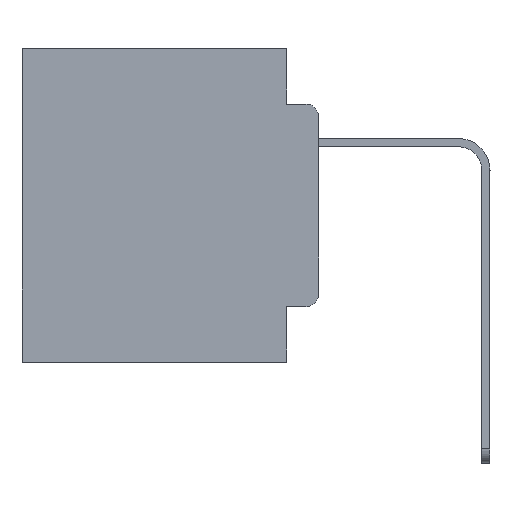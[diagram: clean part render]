
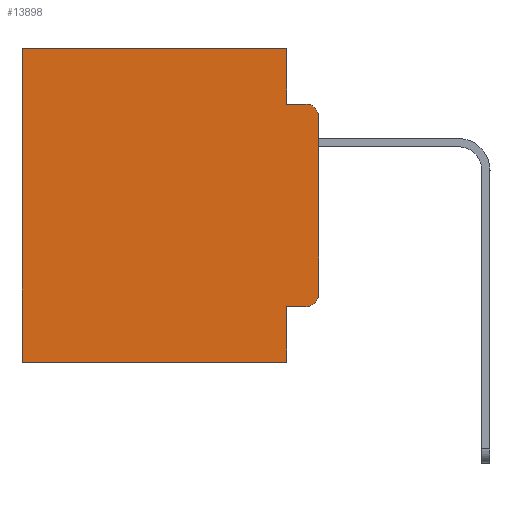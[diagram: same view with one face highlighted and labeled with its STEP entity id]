
A CAD part, left-side view. The second image highlights one B-rep face of the part: STEP entity #13898.
In plain terms, the highlighted planar face has unit normal (-1, 0, 0).
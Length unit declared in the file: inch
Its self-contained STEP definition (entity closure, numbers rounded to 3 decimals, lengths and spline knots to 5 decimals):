
#399 = CARTESIAN_POINT ( 'NONE',  ( 0.298, 0.02, -0.0885 ) ) ;
#582 = VERTEX_POINT ( 'NONE', #23841 ) ;
#1060 = VERTEX_POINT ( 'NONE', #19352 ) ;
#1156 = EDGE_CURVE ( 'NONE', #11120, #22282, #18749, .T. ) ;
#1657 = VECTOR ( 'NONE', #26980, 39.37008 ) ;
#2405 = CARTESIAN_POINT ( 'NONE',  ( 0.298, 0.051, 0. ) ) ;
#2873 = EDGE_CURVE ( 'NONE', #23875, #16144, #16999, .T. ) ;
#3327 = CARTESIAN_POINT ( 'NONE',  ( 0.298, 0.051, -0.0885 ) ) ;
#3603 = DIRECTION ( 'NONE',  ( 0., 0., -1. ) ) ;
#4601 = LINE ( 'NONE', #5265, #16989 ) ;
#4702 = DIRECTION ( 'NONE',  ( 0., 0., -1. ) ) ;
#4749 = FACE_OUTER_BOUND ( 'NONE', #21625, .T. ) ;
#5265 = CARTESIAN_POINT ( 'NONE',  ( 0.298, 0., 0. ) ) ;
#6133 = VERTEX_POINT ( 'NONE', #399 ) ;
#6201 = DIRECTION ( 'NONE',  ( 0., -1., 0. ) ) ;
#6517 = CIRCLE ( 'NONE', #21447, 0.02 ) ;
#7350 = DIRECTION ( 'NONE',  ( 0., 0., -1. ) ) ;
#7625 = CARTESIAN_POINT ( 'NONE',  ( 0.298, 0.051, -0.0885 ) ) ;
#7838 = CARTESIAN_POINT ( 'NONE',  ( 0.298, 0.473, -0.5 ) ) ;
#7897 = ORIENTED_EDGE ( 'NONE', *, *, #2873, .F. ) ;
#8707 = CARTESIAN_POINT ( 'NONE',  ( 0.298, 0.473, 0. ) ) ;
#8996 = EDGE_CURVE ( 'NONE', #24462, #582, #24972, .T. ) ;
#9035 = VERTEX_POINT ( 'NONE', #8707 ) ;
#9187 = VECTOR ( 'NONE', #4702, 39.37008 ) ;
#9339 = ORIENTED_EDGE ( 'NONE', *, *, #10496, .F. ) ;
#9960 = CIRCLE ( 'NONE', #21590, 0.02 ) ;
#10271 = CARTESIAN_POINT ( 'NONE',  ( 0.298, 0., 0. ) ) ;
#10496 = EDGE_CURVE ( 'NONE', #16144, #6133, #22895, .T. ) ;
#10643 = VECTOR ( 'NONE', #13239, 39.37008 ) ;
#10790 = CARTESIAN_POINT ( 'NONE',  ( 0.298, 0.051, 0. ) ) ;
#11120 = VERTEX_POINT ( 'NONE', #26074 ) ;
#11257 = EDGE_CURVE ( 'NONE', #24462, #1060, #21948, .T. ) ;
#11281 = ORIENTED_EDGE ( 'NONE', *, *, #8996, .F. ) ;
#11830 = DIRECTION ( 'NONE',  ( 0., 0., -1. ) ) ;
#13239 = DIRECTION ( 'NONE',  ( 0., 0., -1. ) ) ;
#13748 = DIRECTION ( 'NONE',  ( -1., 0., 0. ) ) ;
#13898 = ADVANCED_FACE ( 'NONE', ( #4749 ), #24803, .F. ) ;
#13902 = DIRECTION ( 'NONE',  ( 0., -1., 0. ) ) ;
#13969 = CARTESIAN_POINT ( 'NONE',  ( 0.298, 0., -0.5 ) ) ;
#14002 = LINE ( 'NONE', #13969, #26717 ) ;
#14342 = DIRECTION ( 'NONE',  ( 1., 0., 0. ) ) ;
#14711 = ORIENTED_EDGE ( 'NONE', *, *, #11257, .T. ) ;
#15721 = ORIENTED_EDGE ( 'NONE', *, *, #16882, .F. ) ;
#15753 = CARTESIAN_POINT ( 'NONE',  ( 0.298, 0.02, -0.1085 ) ) ;
#16015 = LINE ( 'NONE', #26807, #1657 ) ;
#16080 = EDGE_CURVE ( 'NONE', #23875, #9035, #4601, .T. ) ;
#16136 = VECTOR ( 'NONE', #7350, 39.37008 ) ;
#16144 = VERTEX_POINT ( 'NONE', #3327 ) ;
#16882 = EDGE_CURVE ( 'NONE', #582, #18844, #14002, .T. ) ;
#16989 = VECTOR ( 'NONE', #20111, 39.37008 ) ;
#16999 = LINE ( 'NONE', #2405, #9187 ) ;
#18070 = CARTESIAN_POINT ( 'NONE',  ( 0.298, 0.02, -0.3915 ) ) ;
#18645 = CARTESIAN_POINT ( 'NONE',  ( 0.298, 0.051, -0.4115 ) ) ;
#18749 = LINE ( 'NONE', #19448, #16136 ) ;
#18844 = VERTEX_POINT ( 'NONE', #7838 ) ;
#19299 = CARTESIAN_POINT ( 'NONE',  ( 0.298, 0.051, -0.4115 ) ) ;
#19352 = CARTESIAN_POINT ( 'NONE',  ( 0.298, 0.02, -0.4115 ) ) ;
#19448 = CARTESIAN_POINT ( 'NONE',  ( 0.298, 0., 0. ) ) ;
#20111 = DIRECTION ( 'NONE',  ( 0., 1., 0. ) ) ;
#20357 = CARTESIAN_POINT ( 'NONE',  ( 0.298, 0., -0.3915 ) ) ;
#20670 = EDGE_CURVE ( 'NONE', #9035, #18844, #16015, .T. ) ;
#21090 = CARTESIAN_POINT ( 'NONE',  ( 0.298, 0.051, 0. ) ) ;
#21447 = AXIS2_PLACEMENT_3D ( 'NONE', #18070, #26456, #3603 ) ;
#21590 = AXIS2_PLACEMENT_3D ( 'NONE', #15753, #13748, #11830 ) ;
#21625 = EDGE_LOOP ( 'NONE', ( #24296, #23558, #9339, #7897, #21996, #25497, #15721, #11281, #14711, #24150 ) ) ;
#21782 = AXIS2_PLACEMENT_3D ( 'NONE', #10271, #14342, #22796 ) ;
#21948 = LINE ( 'NONE', #18645, #24217 ) ;
#21996 = ORIENTED_EDGE ( 'NONE', *, *, #16080, .T. ) ;
#22282 = VERTEX_POINT ( 'NONE', #20357 ) ;
#22796 = DIRECTION ( 'NONE',  ( 0., 0., -1. ) ) ;
#22895 = LINE ( 'NONE', #7625, #25507 ) ;
#23558 = ORIENTED_EDGE ( 'NONE', *, *, #24762, .T. ) ;
#23841 = CARTESIAN_POINT ( 'NONE',  ( 0.298, 0.051, -0.5 ) ) ;
#23875 = VERTEX_POINT ( 'NONE', #21090 ) ;
#24150 = ORIENTED_EDGE ( 'NONE', *, *, #25436, .T. ) ;
#24217 = VECTOR ( 'NONE', #6201, 39.37008 ) ;
#24244 = DIRECTION ( 'NONE',  ( 0., 1., 0. ) ) ;
#24296 = ORIENTED_EDGE ( 'NONE', *, *, #1156, .F. ) ;
#24462 = VERTEX_POINT ( 'NONE', #19299 ) ;
#24762 = EDGE_CURVE ( 'NONE', #11120, #6133, #9960, .T. ) ;
#24803 = PLANE ( 'NONE',  #21782 ) ;
#24972 = LINE ( 'NONE', #10790, #10643 ) ;
#25436 = EDGE_CURVE ( 'NONE', #1060, #22282, #6517, .T. ) ;
#25497 = ORIENTED_EDGE ( 'NONE', *, *, #20670, .T. ) ;
#25507 = VECTOR ( 'NONE', #13902, 39.37008 ) ;
#26074 = CARTESIAN_POINT ( 'NONE',  ( 0.298, 0., -0.1085 ) ) ;
#26456 = DIRECTION ( 'NONE',  ( -1., 0., 0. ) ) ;
#26717 = VECTOR ( 'NONE', #24244, 39.37008 ) ;
#26807 = CARTESIAN_POINT ( 'NONE',  ( 0.298, 0.473, 0. ) ) ;
#26980 = DIRECTION ( 'NONE',  ( 0., 0., -1. ) ) ;
